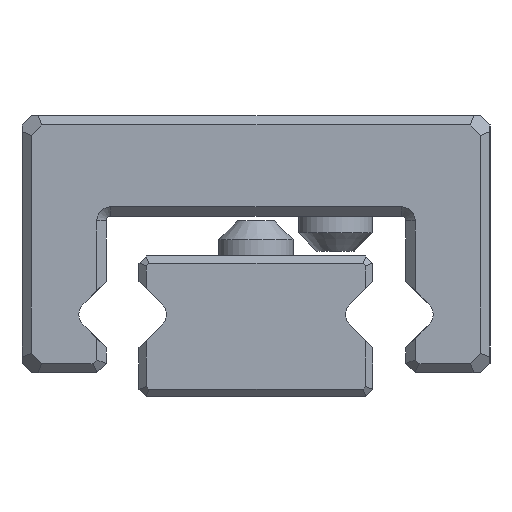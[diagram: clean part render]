
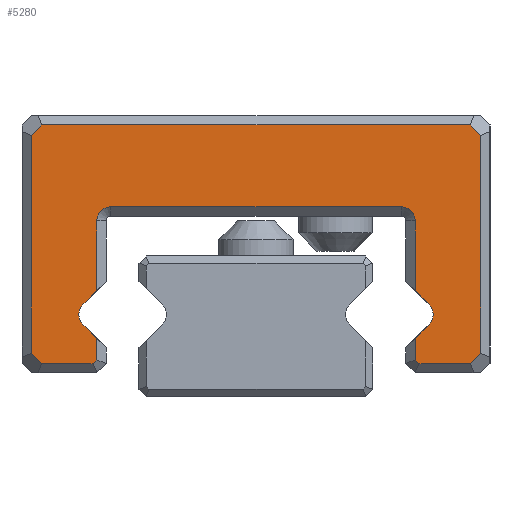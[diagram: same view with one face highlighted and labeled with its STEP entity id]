
A CAD part, left-side view. The second image highlights one B-rep face of the part: STEP entity #5280.
In plain terms, the highlighted planar face has unit normal (-1, 0, 0).
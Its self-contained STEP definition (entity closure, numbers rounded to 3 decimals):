
#4600=FACE_OUTER_BOUND('',#9642,.T.);
#5280=ADVANCED_FACE('',(#4600),#6003,.T.);
#6003=PLANE('',#17355);
#6853=LINE('',#22106,#8309);
#6854=LINE('',#22111,#8310);
#6855=LINE('',#22113,#8311);
#6856=LINE('',#22115,#8312);
#6857=LINE('',#22117,#8313);
#6858=LINE('',#22119,#8314);
#6859=LINE('',#22121,#8315);
#6860=LINE('',#22123,#8316);
#6861=LINE('',#22125,#8317);
#6862=LINE('',#22127,#8318);
#6863=LINE('',#22129,#8319);
#6864=LINE('',#22131,#8320);
#6865=LINE('',#22133,#8321);
#6866=LINE('',#22135,#8322);
#6867=LINE('',#22137,#8323);
#6868=LINE('',#22139,#8324);
#6869=LINE('',#22143,#8325);
#6870=LINE('',#22145,#8326);
#6871=LINE('',#22149,#8327);
#6872=LINE('',#22153,#8328);
#8309=VECTOR('',#18334,1.);
#8310=VECTOR('',#18337,1.);
#8311=VECTOR('',#18338,1.);
#8312=VECTOR('',#18339,1.);
#8313=VECTOR('',#18340,1.);
#8314=VECTOR('',#18341,1.);
#8315=VECTOR('',#18342,1.);
#8316=VECTOR('',#18343,1.);
#8317=VECTOR('',#18344,1.);
#8318=VECTOR('',#18345,1.);
#8319=VECTOR('',#18346,1.);
#8320=VECTOR('',#18347,1.);
#8321=VECTOR('',#18348,1.);
#8322=VECTOR('',#18349,1.);
#8323=VECTOR('',#18350,1.);
#8324=VECTOR('',#18351,1.);
#8325=VECTOR('',#18354,1.);
#8326=VECTOR('',#18355,1.);
#8327=VECTOR('',#18358,1.);
#8328=VECTOR('',#18361,1.);
#9642=EDGE_LOOP('',(#10945,#10946,#10947,#10948,#10949,#10950,#10951,#10952,
#10953,#10954,#10955,#10956,#10957,#10958,#10959,#10960,#10961,#10962,#10963,
#10964,#10965,#10966,#10967,#10968));
#10945=ORIENTED_EDGE('',*,*,#15915,.T.);
#10946=ORIENTED_EDGE('',*,*,#15916,.T.);
#10947=ORIENTED_EDGE('',*,*,#15917,.F.);
#10948=ORIENTED_EDGE('',*,*,#15918,.T.);
#10949=ORIENTED_EDGE('',*,*,#15919,.T.);
#10950=ORIENTED_EDGE('',*,*,#15920,.T.);
#10951=ORIENTED_EDGE('',*,*,#15921,.T.);
#10952=ORIENTED_EDGE('',*,*,#15922,.T.);
#10953=ORIENTED_EDGE('',*,*,#15923,.T.);
#10954=ORIENTED_EDGE('',*,*,#15924,.T.);
#10955=ORIENTED_EDGE('',*,*,#15925,.T.);
#10956=ORIENTED_EDGE('',*,*,#15926,.T.);
#10957=ORIENTED_EDGE('',*,*,#15927,.T.);
#10958=ORIENTED_EDGE('',*,*,#15928,.T.);
#10959=ORIENTED_EDGE('',*,*,#15929,.T.);
#10960=ORIENTED_EDGE('',*,*,#15930,.T.);
#10961=ORIENTED_EDGE('',*,*,#15931,.T.);
#10962=ORIENTED_EDGE('',*,*,#15932,.T.);
#10963=ORIENTED_EDGE('',*,*,#15933,.F.);
#10964=ORIENTED_EDGE('',*,*,#15934,.T.);
#10965=ORIENTED_EDGE('',*,*,#15935,.T.);
#10966=ORIENTED_EDGE('',*,*,#15936,.T.);
#10967=ORIENTED_EDGE('',*,*,#15937,.T.);
#10968=ORIENTED_EDGE('',*,*,#15938,.T.);
#14661=VERTEX_POINT('',#22107);
#14662=VERTEX_POINT('',#22108);
#14663=VERTEX_POINT('',#22110);
#14664=VERTEX_POINT('',#22112);
#14665=VERTEX_POINT('',#22114);
#14666=VERTEX_POINT('',#22116);
#14667=VERTEX_POINT('',#22118);
#14668=VERTEX_POINT('',#22120);
#14669=VERTEX_POINT('',#22122);
#14670=VERTEX_POINT('',#22124);
#14671=VERTEX_POINT('',#22126);
#14672=VERTEX_POINT('',#22128);
#14673=VERTEX_POINT('',#22130);
#14674=VERTEX_POINT('',#22132);
#14675=VERTEX_POINT('',#22134);
#14676=VERTEX_POINT('',#22136);
#14677=VERTEX_POINT('',#22138);
#14678=VERTEX_POINT('',#22140);
#14679=VERTEX_POINT('',#22142);
#14680=VERTEX_POINT('',#22144);
#14681=VERTEX_POINT('',#22146);
#14682=VERTEX_POINT('',#22148);
#14683=VERTEX_POINT('',#22150);
#14684=VERTEX_POINT('',#22152);
#15915=EDGE_CURVE('',#14661,#14662,#6853,.T.);
#15916=EDGE_CURVE('',#14662,#14663,#17279,.T.);
#15917=EDGE_CURVE('',#14664,#14663,#6854,.T.);
#15918=EDGE_CURVE('',#14664,#14665,#6855,.T.);
#15919=EDGE_CURVE('',#14665,#14666,#6856,.T.);
#15920=EDGE_CURVE('',#14666,#14667,#6857,.T.);
#15921=EDGE_CURVE('',#14667,#14668,#6858,.T.);
#15922=EDGE_CURVE('',#14668,#14669,#6859,.T.);
#15923=EDGE_CURVE('',#14669,#14670,#6860,.T.);
#15924=EDGE_CURVE('',#14670,#14671,#6861,.T.);
#15925=EDGE_CURVE('',#14671,#14672,#6862,.T.);
#15926=EDGE_CURVE('',#14672,#14673,#6863,.T.);
#15927=EDGE_CURVE('',#14673,#14674,#6864,.T.);
#15928=EDGE_CURVE('',#14674,#14675,#6865,.T.);
#15929=EDGE_CURVE('',#14675,#14676,#6866,.T.);
#15930=EDGE_CURVE('',#14676,#14677,#6867,.T.);
#15931=EDGE_CURVE('',#14677,#14678,#6868,.T.);
#15932=EDGE_CURVE('',#14678,#14679,#17280,.T.);
#15933=EDGE_CURVE('',#14680,#14679,#6869,.T.);
#15934=EDGE_CURVE('',#14680,#14681,#6870,.T.);
#15935=EDGE_CURVE('',#14681,#14682,#17281,.T.);
#15936=EDGE_CURVE('',#14682,#14683,#6871,.T.);
#15937=EDGE_CURVE('',#14683,#14684,#17282,.T.);
#15938=EDGE_CURVE('',#14684,#14661,#6872,.T.);
#17279=CIRCLE('',#17351,0.3);
#17280=CIRCLE('',#17352,0.3);
#17281=CIRCLE('',#17353,0.3);
#17282=CIRCLE('',#17354,0.3);
#17351=AXIS2_PLACEMENT_3D('',#22109,#18335,#18336);
#17352=AXIS2_PLACEMENT_3D('',#22141,#18352,#18353);
#17353=AXIS2_PLACEMENT_3D('',#22147,#18356,#18357);
#17354=AXIS2_PLACEMENT_3D('',#22151,#18359,#18360);
#17355=AXIS2_PLACEMENT_3D('',#22154,#18362,#18363);
#18334=DIRECTION('',(0.,-0.707,-0.707));
#18335=DIRECTION('',(1.,0.,0.));
#18336=DIRECTION('',(0.,0.,-1.));
#18337=DIRECTION('',(0.,-0.707,0.707));
#18338=DIRECTION('',(0.,0.,-1.));
#18339=DIRECTION('',(0.,-0.707,-0.707));
#18340=DIRECTION('',(0.,-1.,0.));
#18341=DIRECTION('',(0.,-0.707,0.707));
#18342=DIRECTION('',(0.,0.,1.));
#18343=DIRECTION('',(0.,0.707,0.707));
#18344=DIRECTION('',(0.,1.,0.));
#18345=DIRECTION('',(0.,0.707,-0.707));
#18346=DIRECTION('',(0.,0.,-1.));
#18347=DIRECTION('',(0.,-0.707,-0.707));
#18348=DIRECTION('',(0.,-1.,0.));
#18349=DIRECTION('',(0.,-0.707,0.707));
#18350=DIRECTION('',(0.,0.,1.));
#18351=DIRECTION('',(0.,0.707,0.707));
#18352=DIRECTION('',(1.,0.,0.));
#18353=DIRECTION('',(0.,0.,-1.));
#18354=DIRECTION('',(0.,0.707,-0.707));
#18355=DIRECTION('',(0.,0.,1.));
#18356=DIRECTION('',(1.,0.,0.));
#18357=DIRECTION('',(0.,0.,-1.));
#18358=DIRECTION('',(0.,-1.,0.));
#18359=DIRECTION('',(1.,0.,0.));
#18360=DIRECTION('',(0.,0.,-1.));
#18361=DIRECTION('',(0.,0.,-1.));
#18362=DIRECTION('',(-1.,0.,0.));
#18363=DIRECTION('',(0.,0.,1.));
#22106=CARTESIAN_POINT('',(13.75,-0.7,-3.739));
#22107=CARTESIAN_POINT('',(13.75,-0.9,-3.939));
#22108=CARTESIAN_POINT('',(13.75,-1.199,-4.238));
#22109=CARTESIAN_POINT('',(13.75,-0.986,-4.45));
#22110=CARTESIAN_POINT('',(13.75,-1.199,-4.662));
#22111=CARTESIAN_POINT('',(13.75,-0.7,-5.161));
#22112=CARTESIAN_POINT('',(13.75,-0.9,-4.961));
#22113=CARTESIAN_POINT('',(13.75,-0.9,-5.5));
#22114=CARTESIAN_POINT('',(13.75,-0.9,-5.417));
#22115=CARTESIAN_POINT('',(13.75,0.659,-3.859));
#22116=CARTESIAN_POINT('',(13.75,-0.983,-5.5));
#22117=CARTESIAN_POINT('',(13.75,2.5,-5.5));
#22118=CARTESIAN_POINT('',(13.75,-2.076,-5.5));
#22119=CARTESIAN_POINT('',(13.75,0.312,-7.888));
#22120=CARTESIAN_POINT('',(13.75,-2.3,-5.276));
#22121=CARTESIAN_POINT('',(13.75,-2.3,-5.7));
#22122=CARTESIAN_POINT('',(13.75,-2.3,-0.624));
#22123=CARTESIAN_POINT('',(13.75,-2.438,-0.762));
#22124=CARTESIAN_POINT('',(13.75,-2.076,-0.4));
#22125=CARTESIAN_POINT('',(13.75,2.5,-0.4));
#22126=CARTESIAN_POINT('',(13.75,7.076,-0.4));
#22127=CARTESIAN_POINT('',(13.75,7.438,-0.762));
#22128=CARTESIAN_POINT('',(13.75,7.3,-0.624));
#22129=CARTESIAN_POINT('',(13.75,7.3,-5.7));
#22130=CARTESIAN_POINT('',(13.75,7.3,-5.276));
#22131=CARTESIAN_POINT('',(13.75,4.688,-7.888));
#22132=CARTESIAN_POINT('',(13.75,7.076,-5.5));
#22133=CARTESIAN_POINT('',(13.75,2.5,-5.5));
#22134=CARTESIAN_POINT('',(13.75,5.983,-5.5));
#22135=CARTESIAN_POINT('',(13.75,4.341,-3.859));
#22136=CARTESIAN_POINT('',(13.75,5.9,-5.417));
#22137=CARTESIAN_POINT('',(13.75,5.9,-2.45));
#22138=CARTESIAN_POINT('',(13.75,5.9,-4.961));
#22139=CARTESIAN_POINT('',(13.75,5.7,-5.161));
#22140=CARTESIAN_POINT('',(13.75,6.199,-4.662));
#22141=CARTESIAN_POINT('',(13.75,5.986,-4.45));
#22142=CARTESIAN_POINT('',(13.75,6.199,-4.238));
#22143=CARTESIAN_POINT('',(13.75,5.7,-3.739));
#22144=CARTESIAN_POINT('',(13.75,5.9,-3.939));
#22145=CARTESIAN_POINT('',(13.75,5.9,-2.45));
#22146=CARTESIAN_POINT('',(13.75,5.9,-2.45));
#22147=CARTESIAN_POINT('',(13.75,5.6,-2.45));
#22148=CARTESIAN_POINT('',(13.75,5.6,-2.15));
#22149=CARTESIAN_POINT('',(13.75,-0.6,-2.15));
#22150=CARTESIAN_POINT('',(13.75,-0.6,-2.15));
#22151=CARTESIAN_POINT('',(13.75,-0.6,-2.45));
#22152=CARTESIAN_POINT('',(13.75,-0.9,-2.45));
#22153=CARTESIAN_POINT('',(13.75,-0.9,-5.5));
#22154=CARTESIAN_POINT('',(13.75,2.5,-5.7));
